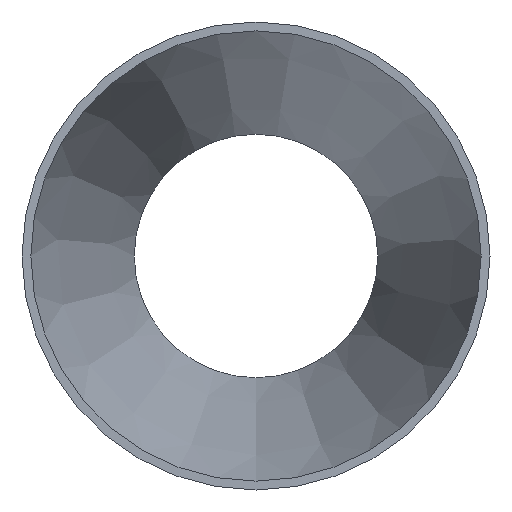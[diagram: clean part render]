
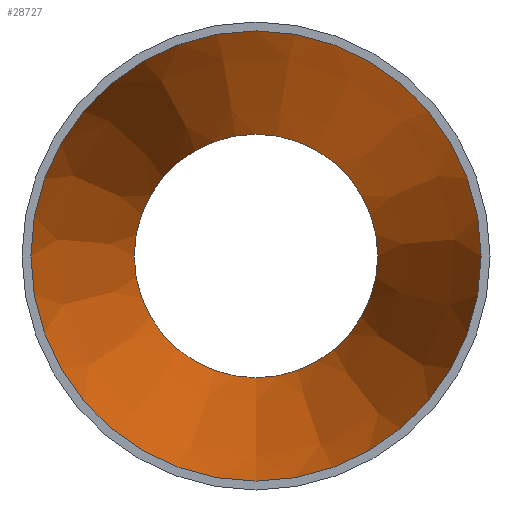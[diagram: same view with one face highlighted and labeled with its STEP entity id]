
A CAD part, front view. The second image highlights one B-rep face of the part: STEP entity #28727.
In plain terms, the highlighted conical face has half-angle 13.414 degrees and reference radius 51.944 mm.
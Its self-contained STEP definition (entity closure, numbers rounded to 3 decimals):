
#407 = DIRECTION ( 'NONE',  ( 0., 0., -1. ) ) ;
#2733 = AXIS2_PLACEMENT_3D ( 'NONE', #8387, #25289, #28776 ) ;
#6712 = EDGE_LOOP ( 'NONE', ( #20280 ) ) ;
#7279 = EDGE_CURVE ( 'NONE', #13849, #13849, #24018, .T. ) ;
#8387 = CARTESIAN_POINT ( 'NONE',  ( 0., 100., 0. ) ) ;
#9452 = DIRECTION ( 'NONE',  ( 0., -1., 0. ) ) ;
#13849 = VERTEX_POINT ( 'NONE', #24279 ) ;
#14955 = FACE_OUTER_BOUND ( 'NONE', #6712, .T. ) ;
#16513 = ORIENTED_EDGE ( 'NONE', *, *, #26758, .F. ) ;
#17367 = DIRECTION ( 'NONE',  ( 0., -1., 0. ) ) ;
#20280 = ORIENTED_EDGE ( 'NONE', *, *, #7279, .T. ) ;
#21083 = CARTESIAN_POINT ( 'NONE',  ( 0., 0., 0. ) ) ;
#21597 = AXIS2_PLACEMENT_3D ( 'NONE', #28547, #17367, #23896 ) ;
#21834 = EDGE_LOOP ( 'NONE', ( #16513 ) ) ;
#23896 = DIRECTION ( 'NONE',  ( 0., 0., -1. ) ) ;
#24018 = CIRCLE ( 'NONE', #26890, 51.944 ) ;
#24279 = CARTESIAN_POINT ( 'NONE',  ( 0., 0., -51.944 ) ) ;
#25289 = DIRECTION ( 'NONE',  ( 0., -1., 0. ) ) ;
#26368 = VERTEX_POINT ( 'NONE', #28328 ) ;
#26758 = EDGE_CURVE ( 'NONE', #26368, #26368, #29268, .T. ) ;
#26890 = AXIS2_PLACEMENT_3D ( 'NONE', #21083, #9452, #407 ) ;
#28328 = CARTESIAN_POINT ( 'NONE',  ( 0., 100., -28.094 ) ) ;
#28403 = FACE_BOUND ( 'NONE', #21834, .T. ) ;
#28547 = CARTESIAN_POINT ( 'NONE',  ( 0., 0., 0. ) ) ;
#28727 = ADVANCED_FACE ( 'NONE', ( #28403, #14955 ), #29315, .F. ) ;
#28776 = DIRECTION ( 'NONE',  ( 0., 0., -1. ) ) ;
#29268 = CIRCLE ( 'NONE', #2733, 28.094 ) ;
#29315 = CONICAL_SURFACE ( 'NONE', #21597, 51.944, 0.234 ) ;
